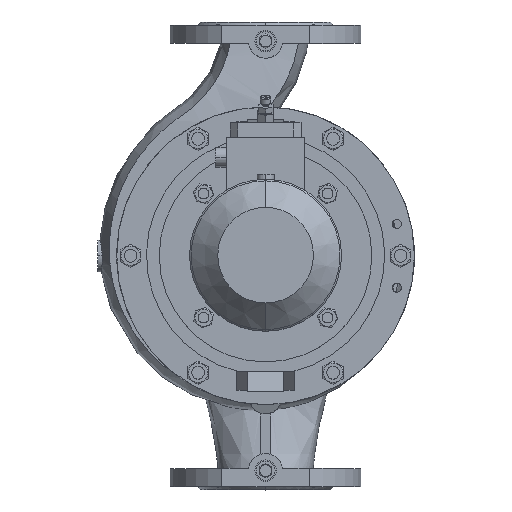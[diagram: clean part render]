
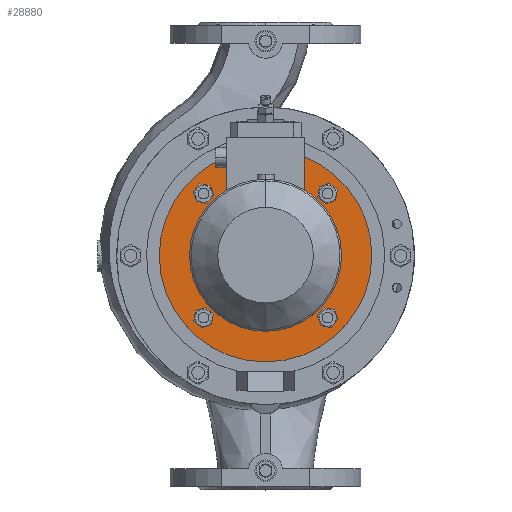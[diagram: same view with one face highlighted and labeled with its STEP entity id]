
A CAD part, top view. The second image highlights one B-rep face of the part: STEP entity #28880.
In plain terms, the highlighted planar face has unit normal (0, 0, 1).
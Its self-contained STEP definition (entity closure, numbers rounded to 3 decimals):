
#54 = EDGE_CURVE ( 'NONE', #9111, #23197, #20273, .T. ) ;
#366 = ORIENTED_EDGE ( 'NONE', *, *, #54, .T. ) ;
#592 = DIRECTION ( 'NONE',  ( 0., -1., 0. ) ) ;
#1027 = CARTESIAN_POINT ( 'NONE',  ( 0., 70., 172. ) ) ;
#1088 = EDGE_CURVE ( 'NONE', #27521, #17736, #8816, .T. ) ;
#1748 = AXIS2_PLACEMENT_3D ( 'NONE', #12793, #34807, #10297 ) ;
#2107 = EDGE_LOOP ( 'NONE', ( #28714, #29789 ) ) ;
#2394 = CIRCLE ( 'NONE', #8652, 70. ) ;
#2895 = ORIENTED_EDGE ( 'NONE', *, *, #9153, .F. ) ;
#4219 = CARTESIAN_POINT ( 'NONE',  ( 50.384, -56.934, 172. ) ) ;
#4281 = DIRECTION ( 'NONE',  ( 0., 0., -1. ) ) ;
#4341 = CIRCLE ( 'NONE', #20511, 8.075 ) ;
#4594 = EDGE_CURVE ( 'NONE', #22705, #21877, #18770, .T. ) ;
#4662 = CARTESIAN_POINT ( 'NONE',  ( 0., 0., 172. ) ) ;
#4697 = CARTESIAN_POINT ( 'NONE',  ( 66.289, -59.739, 172. ) ) ;
#4921 = CARTESIAN_POINT ( 'NONE',  ( 58.336, 58.336, 172. ) ) ;
#5122 = CARTESIAN_POINT ( 'NONE',  ( 0., 100., 172. ) ) ;
#5788 = EDGE_LOOP ( 'NONE', ( #6384, #13154 ) ) ;
#6212 = CIRCLE ( 'NONE', #32451, 8.075 ) ;
#6384 = ORIENTED_EDGE ( 'NONE', *, *, #20676, .T. ) ;
#7746 = ORIENTED_EDGE ( 'NONE', *, *, #30227, .F. ) ;
#7968 = DIRECTION ( 'NONE',  ( 0., -1., 0. ) ) ;
#8053 = CARTESIAN_POINT ( 'NONE',  ( 0., 0., 172. ) ) ;
#8652 = AXIS2_PLACEMENT_3D ( 'NONE', #8053, #35057, #21201 ) ;
#8816 = CIRCLE ( 'NONE', #34028, 70. ) ;
#9111 = VERTEX_POINT ( 'NONE', #14684 ) ;
#9153 = EDGE_CURVE ( 'NONE', #21877, #22705, #24930, .T. ) ;
#9166 = DIRECTION ( 'NONE',  ( 0., 0., -1. ) ) ;
#9348 = ORIENTED_EDGE ( 'NONE', *, *, #16154, .F. ) ;
#10037 = DIRECTION ( 'NONE',  ( 0., 1., 0. ) ) ;
#10148 = DIRECTION ( 'NONE',  ( 0., 0., -1. ) ) ;
#10297 = DIRECTION ( 'NONE',  ( 0., -1., 0. ) ) ;
#10751 = DIRECTION ( 'NONE',  ( 0., -1., 0. ) ) ;
#11363 = EDGE_CURVE ( 'NONE', #20023, #26124, #28213, .T. ) ;
#12082 = AXIS2_PLACEMENT_3D ( 'NONE', #20052, #25603, #12134 ) ;
#12134 = DIRECTION ( 'NONE',  ( 0., -1., 0. ) ) ;
#12263 = DIRECTION ( 'NONE',  ( 0., -1., 0. ) ) ;
#12793 = CARTESIAN_POINT ( 'NONE',  ( 58.336, 58.336, 172. ) ) ;
#12932 = VERTEX_POINT ( 'NONE', #4697 ) ;
#13010 = FACE_BOUND ( 'NONE', #14856, .T. ) ;
#13154 = ORIENTED_EDGE ( 'NONE', *, *, #18552, .T. ) ;
#13307 = DIRECTION ( 'NONE',  ( 0., 0., 1. ) ) ;
#14455 = VERTEX_POINT ( 'NONE', #4219 ) ;
#14644 = AXIS2_PLACEMENT_3D ( 'NONE', #15488, #29437, #20884 ) ;
#14684 = CARTESIAN_POINT ( 'NONE',  ( -56.934, -50.384, 172. ) ) ;
#14768 = CARTESIAN_POINT ( 'NONE',  ( 58.336, -58.336, 172. ) ) ;
#14856 = EDGE_LOOP ( 'NONE', ( #15869, #30620 ) ) ;
#15488 = CARTESIAN_POINT ( 'NONE',  ( -58.336, 58.336, 172. ) ) ;
#15869 = ORIENTED_EDGE ( 'NONE', *, *, #1088, .T. ) ;
#16154 = EDGE_CURVE ( 'NONE', #33647, #19635, #19511, .T. ) ;
#16560 = CARTESIAN_POINT ( 'NONE',  ( -58.336, 58.336, 172. ) ) ;
#17341 = AXIS2_PLACEMENT_3D ( 'NONE', #16560, #25033, #592 ) ;
#17539 = CARTESIAN_POINT ( 'NONE',  ( 56.934, 50.384, 172. ) ) ;
#17736 = VERTEX_POINT ( 'NONE', #21445 ) ;
#17955 = CARTESIAN_POINT ( 'NONE',  ( 0., 0., 172. ) ) ;
#18552 = EDGE_CURVE ( 'NONE', #12932, #14455, #6212, .T. ) ;
#18770 = CIRCLE ( 'NONE', #28914, 100. ) ;
#19511 = CIRCLE ( 'NONE', #14644, 8.075 ) ;
#19516 = CARTESIAN_POINT ( 'NONE',  ( -50.384, 56.934, 172. ) ) ;
#19635 = VERTEX_POINT ( 'NONE', #19516 ) ;
#19707 = AXIS2_PLACEMENT_3D ( 'NONE', #20974, #29055, #34827 ) ;
#20023 = VERTEX_POINT ( 'NONE', #24228 ) ;
#20052 = CARTESIAN_POINT ( 'NONE',  ( -58.336, -58.336, 172. ) ) ;
#20273 = CIRCLE ( 'NONE', #19707, 8.075 ) ;
#20500 = CIRCLE ( 'NONE', #27915, 8.075 ) ;
#20511 = AXIS2_PLACEMENT_3D ( 'NONE', #4921, #32092, #10751 ) ;
#20516 = DIRECTION ( 'NONE',  ( 0., 1., 0. ) ) ;
#20653 = FACE_BOUND ( 'NONE', #5788, .T. ) ;
#20676 = EDGE_CURVE ( 'NONE', #14455, #12932, #20500, .T. ) ;
#20787 = ORIENTED_EDGE ( 'NONE', *, *, #28719, .T. ) ;
#20884 = DIRECTION ( 'NONE',  ( 0., -1., 0. ) ) ;
#20974 = CARTESIAN_POINT ( 'NONE',  ( -58.336, -58.336, 172. ) ) ;
#21201 = DIRECTION ( 'NONE',  ( 0., 1., 0. ) ) ;
#21445 = CARTESIAN_POINT ( 'NONE',  ( 0., -70., 172. ) ) ;
#21877 = VERTEX_POINT ( 'NONE', #5122 ) ;
#21906 = FACE_BOUND ( 'NONE', #2107, .T. ) ;
#22137 = CARTESIAN_POINT ( 'NONE',  ( -66.289, 59.739, 172. ) ) ;
#22705 = VERTEX_POINT ( 'NONE', #33650 ) ;
#22799 = EDGE_LOOP ( 'NONE', ( #366, #20787 ) ) ;
#23197 = VERTEX_POINT ( 'NONE', #34301 ) ;
#23272 = DIRECTION ( 'NONE',  ( 0., 1., 0. ) ) ;
#23893 = EDGE_LOOP ( 'NONE', ( #7746, #9348 ) ) ;
#24073 = CARTESIAN_POINT ( 'NONE',  ( 0., 100., 172. ) ) ;
#24228 = CARTESIAN_POINT ( 'NONE',  ( 59.739, 66.289, 172. ) ) ;
#24693 = AXIS2_PLACEMENT_3D ( 'NONE', #4662, #10148, #10037 ) ;
#24930 = CIRCLE ( 'NONE', #24693, 100. ) ;
#25033 = DIRECTION ( 'NONE',  ( 0., 0., 1. ) ) ;
#25428 = AXIS2_PLACEMENT_3D ( 'NONE', #24073, #13307, #7968 ) ;
#25597 = CIRCLE ( 'NONE', #17341, 8.075 ) ;
#25603 = DIRECTION ( 'NONE',  ( 0., 0., -1. ) ) ;
#26124 = VERTEX_POINT ( 'NONE', #17539 ) ;
#26542 = DIRECTION ( 'NONE',  ( 0., 0., -1. ) ) ;
#26555 = FACE_OUTER_BOUND ( 'NONE', #33057, .T. ) ;
#27521 = VERTEX_POINT ( 'NONE', #1027 ) ;
#27679 = EDGE_CURVE ( 'NONE', #17736, #27521, #2394, .T. ) ;
#27915 = AXIS2_PLACEMENT_3D ( 'NONE', #31788, #26542, #32020 ) ;
#28213 = CIRCLE ( 'NONE', #1748, 8.075 ) ;
#28714 = ORIENTED_EDGE ( 'NONE', *, *, #32389, .F. ) ;
#28719 = EDGE_CURVE ( 'NONE', #23197, #9111, #32534, .T. ) ;
#28880 = ADVANCED_FACE ( 'NONE', ( #20653, #30422, #33377, #21906, #13010, #26555 ), #34850, .T. ) ;
#28914 = AXIS2_PLACEMENT_3D ( 'NONE', #31307, #9166, #20516 ) ;
#29055 = DIRECTION ( 'NONE',  ( 0., 0., -1. ) ) ;
#29313 = ORIENTED_EDGE ( 'NONE', *, *, #4594, .F. ) ;
#29437 = DIRECTION ( 'NONE',  ( 0., 0., 1. ) ) ;
#29789 = ORIENTED_EDGE ( 'NONE', *, *, #11363, .F. ) ;
#30227 = EDGE_CURVE ( 'NONE', #19635, #33647, #25597, .T. ) ;
#30422 = FACE_BOUND ( 'NONE', #22799, .T. ) ;
#30620 = ORIENTED_EDGE ( 'NONE', *, *, #27679, .T. ) ;
#31307 = CARTESIAN_POINT ( 'NONE',  ( 0., 0., 172. ) ) ;
#31788 = CARTESIAN_POINT ( 'NONE',  ( 58.336, -58.336, 172. ) ) ;
#32020 = DIRECTION ( 'NONE',  ( 0., -1., 0. ) ) ;
#32092 = DIRECTION ( 'NONE',  ( 0., 0., 1. ) ) ;
#32389 = EDGE_CURVE ( 'NONE', #26124, #20023, #4341, .T. ) ;
#32451 = AXIS2_PLACEMENT_3D ( 'NONE', #14768, #33582, #12263 ) ;
#32534 = CIRCLE ( 'NONE', #12082, 8.075 ) ;
#33057 = EDGE_LOOP ( 'NONE', ( #2895, #29313 ) ) ;
#33377 = FACE_BOUND ( 'NONE', #23893, .T. ) ;
#33582 = DIRECTION ( 'NONE',  ( 0., 0., -1. ) ) ;
#33647 = VERTEX_POINT ( 'NONE', #22137 ) ;
#33650 = CARTESIAN_POINT ( 'NONE',  ( 0., -100., 172. ) ) ;
#34028 = AXIS2_PLACEMENT_3D ( 'NONE', #17955, #4281, #23272 ) ;
#34301 = CARTESIAN_POINT ( 'NONE',  ( -59.739, -66.289, 172. ) ) ;
#34807 = DIRECTION ( 'NONE',  ( 0., 0., 1. ) ) ;
#34827 = DIRECTION ( 'NONE',  ( 0., -1., 0. ) ) ;
#34850 = PLANE ( 'NONE',  #25428 ) ;
#35057 = DIRECTION ( 'NONE',  ( 0., 0., -1. ) ) ;
